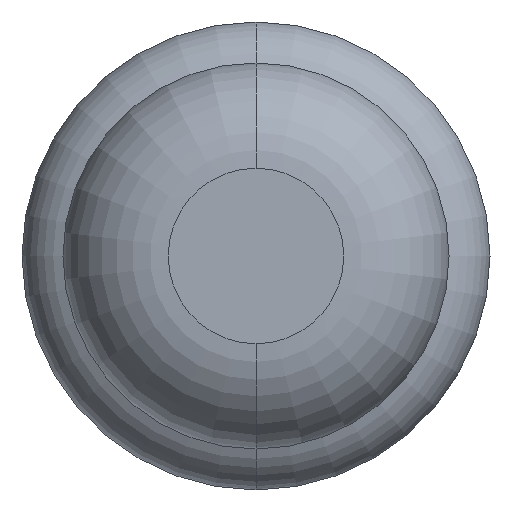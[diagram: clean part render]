
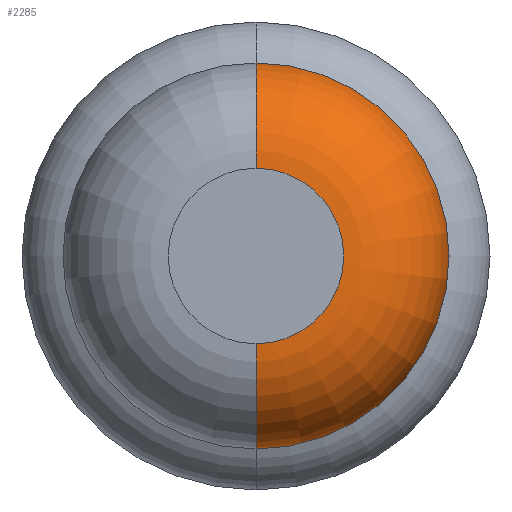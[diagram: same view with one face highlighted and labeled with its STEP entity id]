
A CAD part, front view. The second image highlights one B-rep face of the part: STEP entity #2285.
In plain terms, the highlighted toroidal (fillet/blend) face has major radius 0.375 mm and minor radius 0.45 mm.
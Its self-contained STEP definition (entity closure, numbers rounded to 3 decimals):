
#372 = DIRECTION ( 'NONE',  ( 0., 1., 0. ) ) ;
#398 = CARTESIAN_POINT ( 'NONE',  ( 0., -23.55, -0.375 ) ) ;
#598 = CIRCLE ( 'NONE', #3672, 0.375 ) ;
#681 = CARTESIAN_POINT ( 'NONE',  ( 0., -23.55, 0.375 ) ) ;
#857 = ORIENTED_EDGE ( 'NONE', *, *, #1269, .T. ) ;
#1055 = CARTESIAN_POINT ( 'NONE',  ( 0., -24., -0.375 ) ) ;
#1063 = VERTEX_POINT ( 'NONE', #2792 ) ;
#1265 = DIRECTION ( 'NONE',  ( -1., 0., 0. ) ) ;
#1269 = EDGE_CURVE ( 'Defeature ausgef�hrt1_6+Defeature ausgef�hrt1_5+Defeature ausgef�hrt1_5+Defeature ausgef�hrt1_5', #1063, #1569, #598, .T. ) ;
#1348 = TOROIDAL_SURFACE ( 'NONE', #3482, 0.375, 0.45 ) ;
#1444 = CIRCLE ( 'NONE', #3033, 0.825 ) ;
#1569 = VERTEX_POINT ( 'NONE', #1055 ) ;
#1587 = VERTEX_POINT ( 'NONE', #1934 ) ;
#1855 = DIRECTION ( 'NONE',  ( 0., 0., -1. ) ) ;
#1858 = CIRCLE ( 'NONE', #2454, 0.45 ) ;
#1934 = CARTESIAN_POINT ( 'NONE',  ( 0., -23.55, -0.825 ) ) ;
#2030 = DIRECTION ( 'NONE',  ( 0., 0., 1. ) ) ;
#2067 = DIRECTION ( 'NONE',  ( 0., 1., 0. ) ) ;
#2159 = DIRECTION ( 'NONE',  ( 0., 0., 1. ) ) ;
#2162 = EDGE_CURVE ( 'NONE', #1569, #1587, #1858, .T. ) ;
#2285 = ADVANCED_FACE ( 'Defeature ausgef�hrt1_6', ( #2765 ), #1348, .T. ) ;
#2304 = EDGE_CURVE ( 'Defeature ausgef�hrt1_7+Defeature ausgef�hrt1_6+Defeature ausgef�hrt1_6+Defeature ausgef�hrt1_6', #3378, #1587, #1444, .T. ) ;
#2331 = AXIS2_PLACEMENT_3D ( 'NONE', #681, #1265, #3318 ) ;
#2454 = AXIS2_PLACEMENT_3D ( 'NONE', #398, #3295, #1855 ) ;
#2727 = CARTESIAN_POINT ( 'NONE',  ( 0., -23.55, 0. ) ) ;
#2757 = DIRECTION ( 'NONE',  ( 0., 0., 1. ) ) ;
#2765 = FACE_OUTER_BOUND ( 'NONE', #3202, .T. ) ;
#2792 = CARTESIAN_POINT ( 'NONE',  ( 0., -24., 0.375 ) ) ;
#2996 = CIRCLE ( 'NONE', #2331, 0.45 ) ;
#3033 = AXIS2_PLACEMENT_3D ( 'NONE', #3064, #3092, #2757 ) ;
#3064 = CARTESIAN_POINT ( 'NONE',  ( 0., -23.55, 0. ) ) ;
#3092 = DIRECTION ( 'NONE',  ( 0., 1., 0. ) ) ;
#3202 = EDGE_LOOP ( 'NONE', ( #857, #3249, #3720, #3435 ) ) ;
#3249 = ORIENTED_EDGE ( 'NONE', *, *, #2162, .T. ) ;
#3295 = DIRECTION ( 'NONE',  ( 1., 0., 0. ) ) ;
#3318 = DIRECTION ( 'NONE',  ( 0., 0., 1. ) ) ;
#3365 = EDGE_CURVE ( 'NONE', #1063, #3378, #2996, .T. ) ;
#3378 = VERTEX_POINT ( 'NONE', #3572 ) ;
#3435 = ORIENTED_EDGE ( 'NONE', *, *, #3365, .F. ) ;
#3482 = AXIS2_PLACEMENT_3D ( 'NONE', #2727, #372, #2159 ) ;
#3512 = CARTESIAN_POINT ( 'NONE',  ( 0., -24., 0. ) ) ;
#3572 = CARTESIAN_POINT ( 'NONE',  ( 0., -23.55, 0.825 ) ) ;
#3672 = AXIS2_PLACEMENT_3D ( 'NONE', #3512, #2067, #2030 ) ;
#3720 = ORIENTED_EDGE ( 'NONE', *, *, #2304, .F. ) ;
